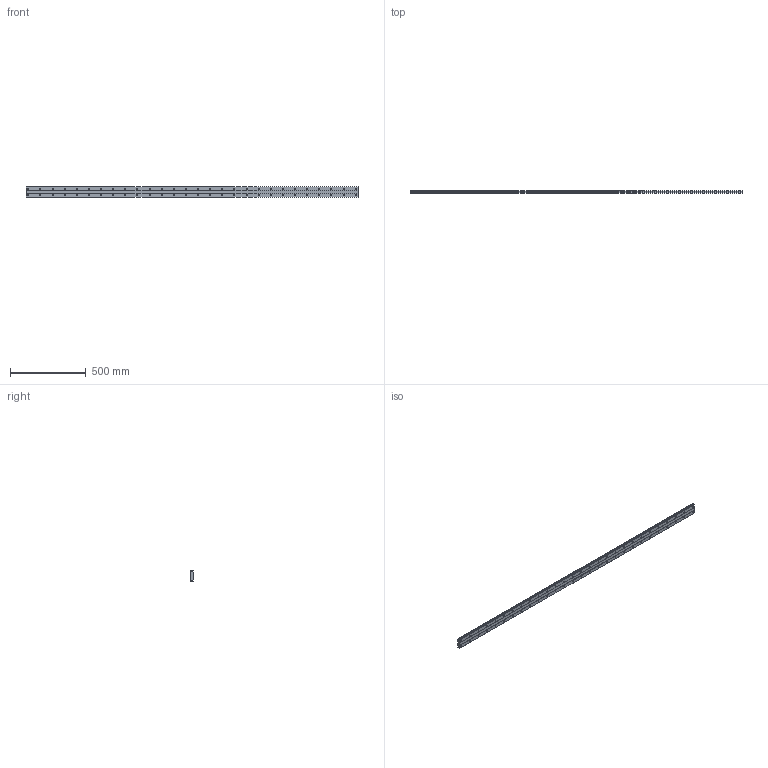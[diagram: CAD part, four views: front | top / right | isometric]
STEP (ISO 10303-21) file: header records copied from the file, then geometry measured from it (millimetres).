
FILE_DESCRIPTION (( 'STEP AP214' ), '1' );
FILE_NAME ('HRW35CA1SS-2190L_G15_0_B-M6F_1041-7_0_0_0_1.STEP', '2021-07-07T09:30:09', ( '' ), ( '' ), 'SwSTEP 2.0', 'SolidWorks 2021', '' );
FILE_SCHEMA (( 'AUTOMOTIVE_DESIGN' ));
Length unit declared in the file: millimetre
Products named in the file (2): HRW35CA1SS-2190L_G15_0_B-M6F_1041-7_0_0_0_1; _HRW35CA219015 Track
Assembly tree (1 placements, depth 2):
  HRW35CA1SS-2190L_G15_0_B-M6F_1041-7_0_0_0_1
    _HRW35CA219015 Track
Bounding box: 2190 x 19 x 69 mm (x, y, z)
Volume: 2554902.6 mm3; surface area: 427406.6 mm2
Topology: 1 solids, 1 shells, 312 faces, 762 edges, 508 vertices
Faces by surface type: cylinder 228, plane 84
Entity records: 9712 total; most frequent: DIRECTION 1850, CARTESIAN_POINT 1586, ORIENTED_EDGE 1524, AXIS2_PLACEMENT_3D 772, EDGE_CURVE 762, VERTEX_POINT 508, EDGE_LOOP 480, CIRCLE 456
